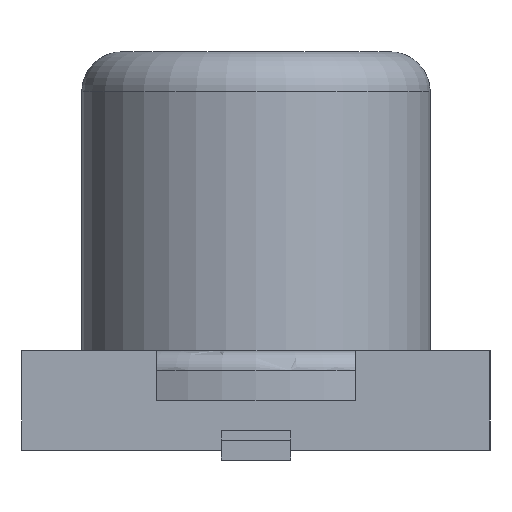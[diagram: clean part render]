
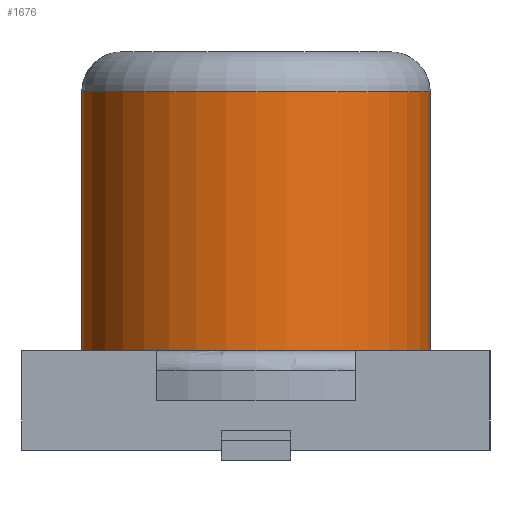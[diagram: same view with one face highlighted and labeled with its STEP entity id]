
A CAD part, left-side view. The second image highlights one B-rep face of the part: STEP entity #1676.
In plain terms, the highlighted cylindrical face has radius 1.75 mm (diameter 3.5 mm), a partial arc.
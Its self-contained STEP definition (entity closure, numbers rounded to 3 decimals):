
#218 = PLANE('',#219);
#219 = AXIS2_PLACEMENT_3D('',#220,#221,#222);
#220 = CARTESIAN_POINT('',(0.,0.,1.));
#221 = DIRECTION('',(-0.,-0.,-1.));
#222 = DIRECTION('',(-1.,0.,0.));
#704 = VERTEX_POINT('',#705);
#705 = CARTESIAN_POINT('',(-3.25,1.75,1.));
#721 = PLANE('',#722);
#722 = AXIS2_PLACEMENT_3D('',#723,#724,#725);
#723 = CARTESIAN_POINT('',(-3.25,1.75,1.));
#724 = DIRECTION('',(0.,1.,0.));
#725 = DIRECTION('',(1.,0.,0.));
#733 = EDGE_CURVE('',#704,#734,#736,.T.);
#734 = VERTEX_POINT('',#735);
#735 = CARTESIAN_POINT('',(-3.25,-1.75,1.));
#736 = SURFACE_CURVE('',#737,(#742,#753),.PCURVE_S1.);
#737 = CIRCLE('',#738,1.75);
#738 = AXIS2_PLACEMENT_3D('',#739,#740,#741);
#739 = CARTESIAN_POINT('',(-3.25,0.,1.));
#740 = DIRECTION('',(0.,0.,1.));
#741 = DIRECTION('',(1.,0.,0.));
#742 = PCURVE('',#218,#743);
#743 = DEFINITIONAL_REPRESENTATION('',(#744),#752);
#744 = ( BOUNDED_CURVE() B_SPLINE_CURVE(2,(#745,#746,#747,#748,#749,#750
,#751),.UNSPECIFIED.,.T.,.F.) B_SPLINE_CURVE_WITH_KNOTS((1,2,2,2,2,1),(
    -2.094,0.,2.094,4.189,6.283,
8.378),.UNSPECIFIED.) CURVE() GEOMETRIC_REPRESENTATION_ITEM() 
RATIONAL_B_SPLINE_CURVE((1.,0.5,1.,0.5,1.,0.5,1.)) REPRESENTATION_ITEM(
  '') );
#745 = CARTESIAN_POINT('',(1.5,0.));
#746 = CARTESIAN_POINT('',(1.5,3.031));
#747 = CARTESIAN_POINT('',(4.125,1.516));
#748 = CARTESIAN_POINT('',(6.75,0.));
#749 = CARTESIAN_POINT('',(4.125,-1.516));
#750 = CARTESIAN_POINT('',(1.5,-3.031));
#751 = CARTESIAN_POINT('',(1.5,0.));
#752 = ( GEOMETRIC_REPRESENTATION_CONTEXT(2) 
PARAMETRIC_REPRESENTATION_CONTEXT() REPRESENTATION_CONTEXT('2D SPACE',''
  ) );
#753 = PCURVE('',#754,#759);
#754 = CYLINDRICAL_SURFACE('',#755,1.75);
#755 = AXIS2_PLACEMENT_3D('',#756,#757,#758);
#756 = CARTESIAN_POINT('',(-3.25,0.,1.));
#757 = DIRECTION('',(-0.,-0.,-1.));
#758 = DIRECTION('',(1.,0.,0.));
#759 = DEFINITIONAL_REPRESENTATION('',(#760),#764);
#760 = LINE('',#761,#762);
#761 = CARTESIAN_POINT('',(-0.,0.));
#762 = VECTOR('',#763,1.);
#763 = DIRECTION('',(-1.,0.));
#764 = ( GEOMETRIC_REPRESENTATION_CONTEXT(2) 
PARAMETRIC_REPRESENTATION_CONTEXT() REPRESENTATION_CONTEXT('2D SPACE',''
  ) );
#782 = PLANE('',#783);
#783 = AXIS2_PLACEMENT_3D('',#784,#785,#786);
#784 = CARTESIAN_POINT('',(-3.25,-1.75,1.));
#785 = DIRECTION('',(0.,1.,0.));
#786 = DIRECTION('',(1.,0.,0.));
#1495 = EDGE_CURVE('',#704,#1496,#1498,.T.);
#1496 = VERTEX_POINT('',#1497);
#1497 = CARTESIAN_POINT('',(-3.25,1.75,3.6));
#1498 = SURFACE_CURVE('',#1499,(#1503,#1510),.PCURVE_S1.);
#1499 = LINE('',#1500,#1501);
#1500 = CARTESIAN_POINT('',(-3.25,1.75,1.));
#1501 = VECTOR('',#1502,1.);
#1502 = DIRECTION('',(0.,0.,1.));
#1503 = PCURVE('',#721,#1504);
#1504 = DEFINITIONAL_REPRESENTATION('',(#1505),#1509);
#1505 = LINE('',#1506,#1507);
#1506 = CARTESIAN_POINT('',(0.,0.));
#1507 = VECTOR('',#1508,1.);
#1508 = DIRECTION('',(0.,-1.));
#1509 = ( GEOMETRIC_REPRESENTATION_CONTEXT(2) 
PARAMETRIC_REPRESENTATION_CONTEXT() REPRESENTATION_CONTEXT('2D SPACE',''
  ) );
#1510 = PCURVE('',#754,#1511);
#1511 = DEFINITIONAL_REPRESENTATION('',(#1512),#1516);
#1512 = LINE('',#1513,#1514);
#1513 = CARTESIAN_POINT('',(-1.571,0.));
#1514 = VECTOR('',#1515,1.);
#1515 = DIRECTION('',(-0.,-1.));
#1516 = ( GEOMETRIC_REPRESENTATION_CONTEXT(2) 
PARAMETRIC_REPRESENTATION_CONTEXT() REPRESENTATION_CONTEXT('2D SPACE',''
  ) );
#1626 = EDGE_CURVE('',#734,#1627,#1629,.T.);
#1627 = VERTEX_POINT('',#1628);
#1628 = CARTESIAN_POINT('',(-3.25,-1.75,3.6));
#1629 = SURFACE_CURVE('',#1630,(#1634,#1641),.PCURVE_S1.);
#1630 = LINE('',#1631,#1632);
#1631 = CARTESIAN_POINT('',(-3.25,-1.75,1.));
#1632 = VECTOR('',#1633,1.);
#1633 = DIRECTION('',(0.,0.,1.));
#1634 = PCURVE('',#782,#1635);
#1635 = DEFINITIONAL_REPRESENTATION('',(#1636),#1640);
#1636 = LINE('',#1637,#1638);
#1637 = CARTESIAN_POINT('',(0.,0.));
#1638 = VECTOR('',#1639,1.);
#1639 = DIRECTION('',(0.,-1.));
#1640 = ( GEOMETRIC_REPRESENTATION_CONTEXT(2) 
PARAMETRIC_REPRESENTATION_CONTEXT() REPRESENTATION_CONTEXT('2D SPACE',''
  ) );
#1641 = PCURVE('',#754,#1642);
#1642 = DEFINITIONAL_REPRESENTATION('',(#1643),#1647);
#1643 = LINE('',#1644,#1645);
#1644 = CARTESIAN_POINT('',(-4.712,0.));
#1645 = VECTOR('',#1646,1.);
#1646 = DIRECTION('',(-0.,-1.));
#1647 = ( GEOMETRIC_REPRESENTATION_CONTEXT(2) 
PARAMETRIC_REPRESENTATION_CONTEXT() REPRESENTATION_CONTEXT('2D SPACE',''
  ) );
#1676 = ADVANCED_FACE('',(#1677),#754,.T.);
#1677 = FACE_BOUND('',#1678,.F.);
#1678 = EDGE_LOOP('',(#1679,#1680,#1707,#1708));
#1679 = ORIENTED_EDGE('',*,*,#1495,.T.);
#1680 = ORIENTED_EDGE('',*,*,#1681,.F.);
#1681 = EDGE_CURVE('',#1627,#1496,#1682,.T.);
#1682 = SURFACE_CURVE('',#1683,(#1688,#1695),.PCURVE_S1.);
#1683 = CIRCLE('',#1684,1.75);
#1684 = AXIS2_PLACEMENT_3D('',#1685,#1686,#1687);
#1685 = CARTESIAN_POINT('',(-3.25,0.,3.6));
#1686 = DIRECTION('',(-0.,0.,-1.));
#1687 = DIRECTION('',(0.,-1.,0.));
#1688 = PCURVE('',#754,#1689);
#1689 = DEFINITIONAL_REPRESENTATION('',(#1690),#1694);
#1690 = LINE('',#1691,#1692);
#1691 = CARTESIAN_POINT('',(-4.712,-2.6));
#1692 = VECTOR('',#1693,1.);
#1693 = DIRECTION('',(1.,-0.));
#1694 = ( GEOMETRIC_REPRESENTATION_CONTEXT(2) 
PARAMETRIC_REPRESENTATION_CONTEXT() REPRESENTATION_CONTEXT('2D SPACE',''
  ) );
#1695 = PCURVE('',#1696,#1701);
#1696 = TOROIDAL_SURFACE('',#1697,1.35,0.4);
#1697 = AXIS2_PLACEMENT_3D('',#1698,#1699,#1700);
#1698 = CARTESIAN_POINT('',(-3.25,0.,3.6));
#1699 = DIRECTION('',(0.,0.,1.));
#1700 = DIRECTION('',(0.,-1.,0.));
#1701 = DEFINITIONAL_REPRESENTATION('',(#1702),#1706);
#1702 = LINE('',#1703,#1704);
#1703 = CARTESIAN_POINT('',(-0.,0.));
#1704 = VECTOR('',#1705,1.);
#1705 = DIRECTION('',(-1.,0.));
#1706 = ( GEOMETRIC_REPRESENTATION_CONTEXT(2) 
PARAMETRIC_REPRESENTATION_CONTEXT() REPRESENTATION_CONTEXT('2D SPACE',''
  ) );
#1707 = ORIENTED_EDGE('',*,*,#1626,.F.);
#1708 = ORIENTED_EDGE('',*,*,#733,.F.);
